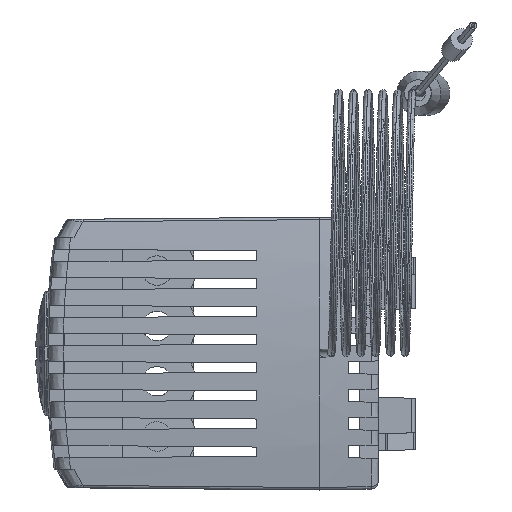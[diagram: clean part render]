
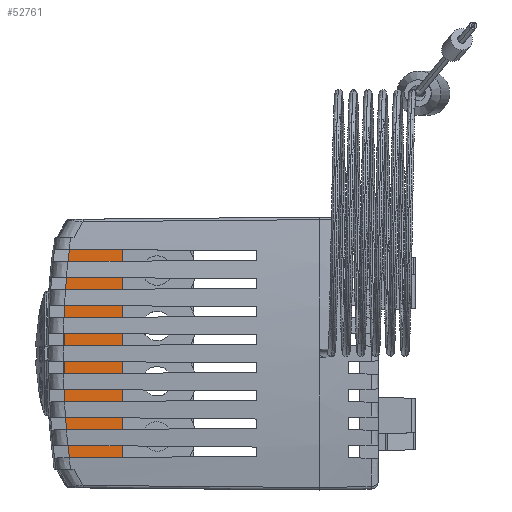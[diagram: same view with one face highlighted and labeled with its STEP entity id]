
A CAD part, left-side view. The second image highlights one B-rep face of the part: STEP entity #52761.
In plain terms, the highlighted planar face has unit normal (-0.999, -0.035, 0).
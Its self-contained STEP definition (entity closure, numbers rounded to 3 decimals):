
#1117 = CARTESIAN_POINT ( 'NONE',  ( 7.197, 16.813, 41.382 ) ) ;
#3181 = DIRECTION ( 'NONE',  ( 0., 0., -1. ) ) ;
#3230 = VECTOR ( 'NONE', #8370, 1000. ) ;
#3984 = EDGE_CURVE ( 'NONE', #43592, #82454, #65955, .T. ) ;
#4417 = VECTOR ( 'NONE', #86929, 1000. ) ;
#8370 = DIRECTION ( 'NONE',  ( -0.035, 0.999, 0. ) ) ;
#14040 = CARTESIAN_POINT ( 'NONE',  ( 6.922, 24.699, 79.065 ) ) ;
#14528 = CARTESIAN_POINT ( 'NONE',  ( 7.197, 16.813, 49.065 ) ) ;
#20131 = DIRECTION ( 'NONE',  ( 0.999, 0.035, 0. ) ) ;
#22471 = ORIENTED_EDGE ( 'NONE', *, *, #70373, .T. ) ;
#23264 = LINE ( 'NONE', #1117, #4417 ) ;
#23887 = EDGE_CURVE ( 'NONE', #70093, #56797, #38722, .T. ) ;
#28812 = EDGE_LOOP ( 'NONE', ( #22471, #87804, #76959, #66007 ) ) ;
#31723 = CARTESIAN_POINT ( 'NONE',  ( 6.922, 24.699, 79.065 ) ) ;
#33895 = VECTOR ( 'NONE', #87572, 1000. ) ;
#38722 = LINE ( 'NONE', #78255, #3230 ) ;
#43592 = VERTEX_POINT ( 'NONE', #57050 ) ;
#52761 = ADVANCED_FACE ( 'NONE', ( #67370 ), #59675, .F. ) ;
#56447 = EDGE_CURVE ( 'NONE', #82454, #56797, #78970, .T. ) ;
#56797 = VERTEX_POINT ( 'NONE', #71754 ) ;
#57050 = CARTESIAN_POINT ( 'NONE',  ( 7.197, 16.813, 79.065 ) ) ;
#57241 = CARTESIAN_POINT ( 'NONE',  ( 6.933, 24.399, 79.065 ) ) ;
#59675 = PLANE ( 'NONE',  #92138 ) ;
#65955 = LINE ( 'NONE', #57241, #33895 ) ;
#66007 = ORIENTED_EDGE ( 'NONE', *, *, #23887, .F. ) ;
#67370 = FACE_OUTER_BOUND ( 'NONE', #28812, .T. ) ;
#69737 = DIRECTION ( 'NONE',  ( 0., 0., -1. ) ) ;
#70093 = VERTEX_POINT ( 'NONE', #14528 ) ;
#70373 = EDGE_CURVE ( 'NONE', #70093, #43592, #23264, .T. ) ;
#71754 = CARTESIAN_POINT ( 'NONE',  ( 6.922, 24.699, 49.065 ) ) ;
#76959 = ORIENTED_EDGE ( 'NONE', *, *, #56447, .T. ) ;
#78255 = CARTESIAN_POINT ( 'NONE',  ( 6.933, 24.399, 49.065 ) ) ;
#78970 = LINE ( 'NONE', #31723, #97198 ) ;
#82454 = VERTEX_POINT ( 'NONE', #14040 ) ;
#86929 = DIRECTION ( 'NONE',  ( 0., 0., 1. ) ) ;
#87572 = DIRECTION ( 'NONE',  ( -0.035, 0.999, 0. ) ) ;
#87804 = ORIENTED_EDGE ( 'NONE', *, *, #3984, .T. ) ;
#92138 = AXIS2_PLACEMENT_3D ( 'NONE', #98707, #20131, #3181 ) ;
#97198 = VECTOR ( 'NONE', #69737, 1000. ) ;
#98707 = CARTESIAN_POINT ( 'NONE',  ( 6.933, 24.399, 41.382 ) ) ;
